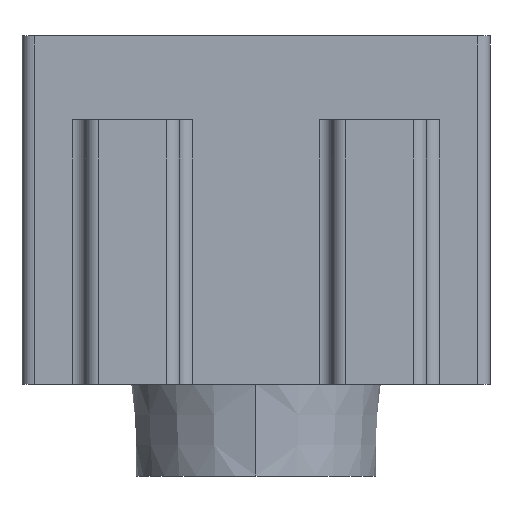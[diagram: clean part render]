
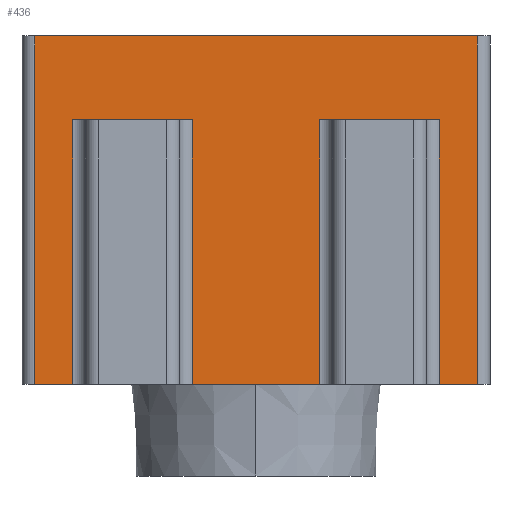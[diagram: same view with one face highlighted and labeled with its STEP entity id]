
A CAD part, left-side view. The second image highlights one B-rep face of the part: STEP entity #436.
In plain terms, the highlighted planar face has unit normal (-1, 0, 0).
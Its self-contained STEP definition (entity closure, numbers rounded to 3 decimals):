
#436=ADVANCED_FACE('',(#964),#965,.T.);
#964=FACE_OUTER_BOUND('',#1569,.T.);
#965=PLANE('',#1570);
#1569=EDGE_LOOP('',(#2802,#2803,#2804,#2805,#2806,#2807,#2808,#2809,#2810,#2811,#2812,#2813));
#1570=AXIS2_PLACEMENT_3D('',#2814,#2815,#2816);
#2802=ORIENTED_EDGE('',*,*,#3724,.T.);
#2803=ORIENTED_EDGE('',*,*,#3840,.T.);
#2804=ORIENTED_EDGE('',*,*,#3909,.F.);
#2805=ORIENTED_EDGE('',*,*,#3973,.T.);
#2806=ORIENTED_EDGE('',*,*,#3751,.T.);
#2807=ORIENTED_EDGE('',*,*,#3834,.T.);
#2808=ORIENTED_EDGE('',*,*,#3753,.T.);
#2809=ORIENTED_EDGE('',*,*,#3632,.T.);
#2810=ORIENTED_EDGE('',*,*,#3728,.F.);
#2811=ORIENTED_EDGE('',*,*,#3845,.T.);
#2812=ORIENTED_EDGE('',*,*,#3784,.F.);
#2813=ORIENTED_EDGE('',*,*,#3974,.T.);
#2814=CARTESIAN_POINT('',(73.587,44.687,0.0));
#2815=DIRECTION('',(-1.0,0.,0.0));
#2816=DIRECTION('',(0.,-1.0,0.0));
#3632=EDGE_CURVE('',#4395,#4392,#4396,.T.);
#3724=EDGE_CURVE('',#4540,#4545,#4547,.T.);
#3728=EDGE_CURVE('',#4551,#4392,#4553,.T.);
#3751=EDGE_CURVE('',#4581,#4586,#4588,.T.);
#3753=EDGE_CURVE('',#4590,#4395,#4591,.T.);
#3784=EDGE_CURVE('',#4638,#4640,#4641,.T.);
#3834=EDGE_CURVE('',#4586,#4590,#4711,.T.);
#3840=EDGE_CURVE('',#4545,#4720,#4722,.T.);
#3845=EDGE_CURVE('',#4551,#4640,#4729,.T.);
#3909=EDGE_CURVE('',#4820,#4720,#4822,.T.);
#3973=EDGE_CURVE('',#4820,#4581,#4902,.T.);
#3974=EDGE_CURVE('',#4638,#4540,#4903,.T.);
#4392=VERTEX_POINT('',#5429);
#4395=VERTEX_POINT('',#5432);
#4396=LINE('',#5433,#5434);
#4540=VERTEX_POINT('',#5620);
#4545=VERTEX_POINT('',#5626);
#4547=LINE('',#5628,#5629);
#4551=VERTEX_POINT('',#5634);
#4553=LINE('',#5636,#5637);
#4581=VERTEX_POINT('',#5674);
#4586=VERTEX_POINT('',#5680);
#4588=LINE('',#5682,#5683);
#4590=VERTEX_POINT('',#5685);
#4591=LINE('',#5686,#5687);
#4638=VERTEX_POINT('',#5744);
#4640=VERTEX_POINT('',#5746);
#4641=LINE('',#5747,#5748);
#4711=LINE('',#5837,#5838);
#4720=VERTEX_POINT('',#5849);
#4722=LINE('',#5851,#5852);
#4729=LINE('',#5862,#5863);
#4820=VERTEX_POINT('',#5981);
#4822=LINE('',#5983,#5984);
#4902=LINE('',#6093,#6094);
#4903=LINE('',#6095,#6096);
#5429=CARTESIAN_POINT('',(73.587,53.387,13.7));
#5432=CARTESIAN_POINT('',(73.587,35.987,13.7));
#5433=CARTESIAN_POINT('',(73.587,53.387,13.7));
#5434=VECTOR('',#6547,1.0);
#5620=CARTESIAN_POINT('',(73.587,47.187,10.4));
#5626=CARTESIAN_POINT('',(73.587,47.187,0.0));
#5628=CARTESIAN_POINT('',(73.587,47.187,5.2));
#5629=VECTOR('',#6684,1.0);
#5634=CARTESIAN_POINT('',(73.587,53.387,0.0));
#5636=CARTESIAN_POINT('',(73.587,53.387,0.0));
#5637=VECTOR('',#6689,1.0);
#5674=CARTESIAN_POINT('',(73.587,37.487,10.4));
#5680=CARTESIAN_POINT('',(73.587,37.487,0.0));
#5682=CARTESIAN_POINT('',(73.587,37.487,5.2));
#5683=VECTOR('',#6718,1.0);
#5685=CARTESIAN_POINT('',(73.587,35.987,0.0));
#5686=CARTESIAN_POINT('',(73.587,35.987,0.0));
#5687=VECTOR('',#6719,1.0);
#5744=CARTESIAN_POINT('',(73.587,51.887,10.4));
#5746=CARTESIAN_POINT('',(73.587,51.887,0.0));
#5747=CARTESIAN_POINT('',(73.587,51.887,5.2));
#5748=VECTOR('',#6769,1.0);
#5837=CARTESIAN_POINT('',(73.587,53.387,0.0));
#5838=VECTOR('',#6837,1.0);
#5849=CARTESIAN_POINT('',(73.587,42.187,0.0));
#5851=CARTESIAN_POINT('',(73.587,53.387,0.0));
#5852=VECTOR('',#6849,1.0);
#5862=CARTESIAN_POINT('',(73.587,53.387,0.0));
#5863=VECTOR('',#6856,1.0);
#5981=CARTESIAN_POINT('',(73.587,42.187,10.4));
#5983=CARTESIAN_POINT('',(73.587,42.187,5.2));
#5984=VECTOR('',#6947,1.0);
#6093=CARTESIAN_POINT('',(73.587,42.262,10.4));
#6094=VECTOR('',#7007,1.0);
#6095=CARTESIAN_POINT('',(73.587,47.112,10.4));
#6096=VECTOR('',#7008,1.0);
#6547=DIRECTION('',(0.,1.0,0.0));
#6684=DIRECTION('',(0.0,0.0,-1.0));
#6689=DIRECTION('',(0.0,0.0,1.0));
#6718=DIRECTION('',(0.0,0.0,-1.0));
#6719=DIRECTION('',(0.0,0.0,1.0));
#6769=DIRECTION('',(0.0,0.0,-1.0));
#6837=DIRECTION('',(0.,-1.0,0.0));
#6849=DIRECTION('',(0.,-1.0,0.0));
#6856=DIRECTION('',(0.,-1.0,0.0));
#6947=DIRECTION('',(0.0,0.0,-1.0));
#7007=DIRECTION('',(0.,-1.0,0.0));
#7008=DIRECTION('',(0.,-1.0,0.0));
